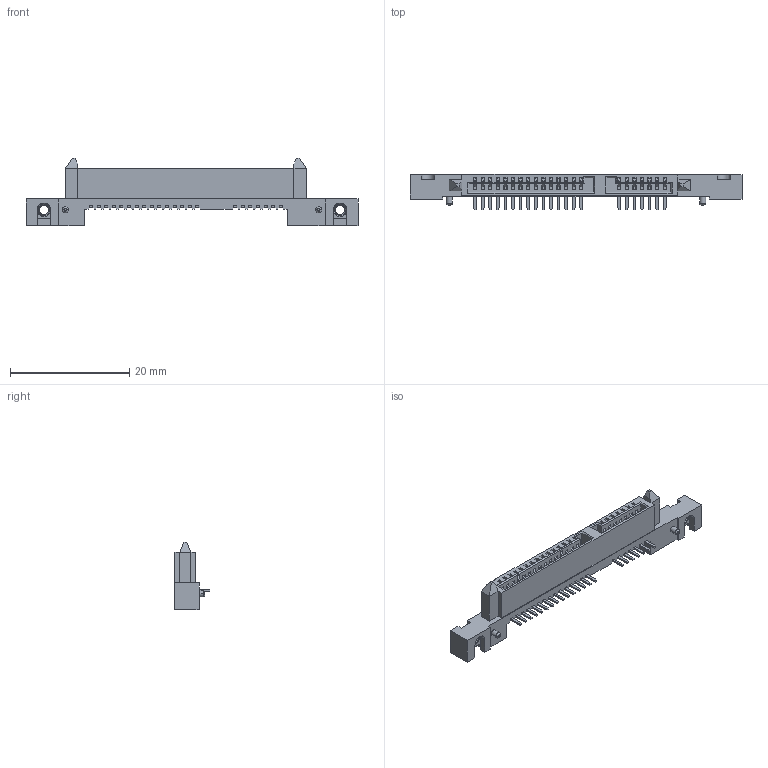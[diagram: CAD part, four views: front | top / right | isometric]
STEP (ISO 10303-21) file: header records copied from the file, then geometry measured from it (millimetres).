
FILE_DESCRIPTION((''),'2;1');
FILE_NAME('91905-XXXXX_ASM','2007-08-21T',('mark'),(''),'PRO/ENGINEER BY PARAMETRIC TECHNOLOGY CORPORATION, 2006020','PRO/ENGINEER BY PARAMETRIC TECHNOLOGY CORPORATION, 2006020','');
FILE_SCHEMA(('CONFIG_CONTROL_DESIGN'));
Products named in the file (1): 91905-XXXXX_ASM
Bounding box: 55.6 x 5.95 x 11.3 mm (x, y, z)
Surface area: 2556.7 mm2 (no closed solid volume)
Topology: 0 solids, 71 shells, 2652 faces, 6852 edges, 4292 vertices
Faces by surface type: plane 2160, cylinder 368, bspline 100, sphere 16, cone 8
Entity records: 84228 total; most frequent: CARTESIAN_POINT 20382, ORIENTED_EDGE 13696, DIRECTION 12234, EDGE_CURVE 6852, VECTOR 5966, LINE 5966, VERTEX_POINT 4292, AXIS2_PLACEMENT_3D 3134
